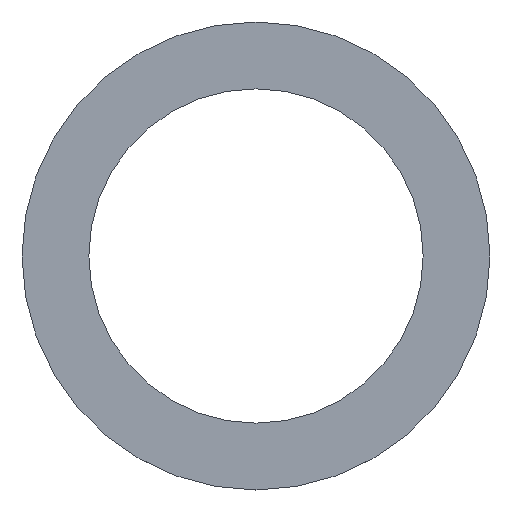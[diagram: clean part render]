
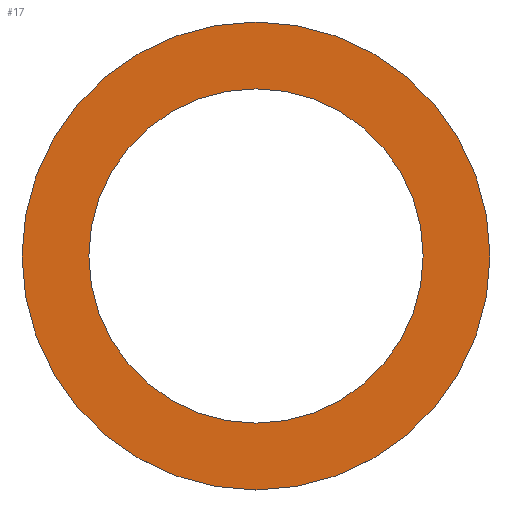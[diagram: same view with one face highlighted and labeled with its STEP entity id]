
A CAD part, top view. The second image highlights one B-rep face of the part: STEP entity #17.
In plain terms, the highlighted planar face has unit normal (0, 0, 1).
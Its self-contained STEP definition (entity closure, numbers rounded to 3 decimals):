
#3 = VERTEX_POINT ( 'NONE', #184 ) ;
#8 = FACE_OUTER_BOUND ( 'NONE', #171, .T. ) ;
#11 = CIRCLE ( 'NONE', #62, 10. ) ;
#17 = ADVANCED_FACE ( 'NONE', ( #8, #204 ), #84, .T. ) ;
#31 = AXIS2_PLACEMENT_3D ( 'NONE', #224, #53, #123 ) ;
#32 = CIRCLE ( 'NONE', #147, 10. ) ;
#40 = EDGE_CURVE ( 'NONE', #82, #3, #113, .T. ) ;
#42 = EDGE_LOOP ( 'NONE', ( #110, #120 ) ) ;
#53 = DIRECTION ( 'NONE',  ( 0., 0., 1. ) ) ;
#62 = AXIS2_PLACEMENT_3D ( 'NONE', #77, #209, #99 ) ;
#63 = CARTESIAN_POINT ( 'NONE',  ( 10., 0., 0.05 ) ) ;
#66 = DIRECTION ( 'NONE',  ( 0., 0., 1. ) ) ;
#69 = CARTESIAN_POINT ( 'NONE',  ( 0., 0., 0.05 ) ) ;
#72 = ORIENTED_EDGE ( 'NONE', *, *, #226, .T. ) ;
#77 = CARTESIAN_POINT ( 'NONE',  ( 0., 0., 0.05 ) ) ;
#82 = VERTEX_POINT ( 'NONE', #186 ) ;
#84 = PLANE ( 'NONE',  #85 ) ;
#85 = AXIS2_PLACEMENT_3D ( 'NONE', #231, #154, #230 ) ;
#99 = DIRECTION ( 'NONE',  ( 1., 0., 0. ) ) ;
#106 = VERTEX_POINT ( 'NONE', #63 ) ;
#110 = ORIENTED_EDGE ( 'NONE', *, *, #162, .F. ) ;
#111 = CIRCLE ( 'NONE', #31, 14. ) ;
#113 = CIRCLE ( 'NONE', #197, 14. ) ;
#120 = ORIENTED_EDGE ( 'NONE', *, *, #188, .F. ) ;
#123 = DIRECTION ( 'NONE',  ( 1., 0., 0. ) ) ;
#129 = ORIENTED_EDGE ( 'NONE', *, *, #40, .T. ) ;
#132 = CARTESIAN_POINT ( 'NONE',  ( 0., 0., 0.05 ) ) ;
#147 = AXIS2_PLACEMENT_3D ( 'NONE', #69, #237, #219 ) ;
#154 = DIRECTION ( 'NONE',  ( 0., 0., 1. ) ) ;
#162 = EDGE_CURVE ( 'NONE', #240, #106, #32, .T. ) ;
#166 = CARTESIAN_POINT ( 'NONE',  ( -10., 0., 0.05 ) ) ;
#171 = EDGE_LOOP ( 'NONE', ( #129, #72 ) ) ;
#184 = CARTESIAN_POINT ( 'NONE',  ( 14., 0., 0.05 ) ) ;
#186 = CARTESIAN_POINT ( 'NONE',  ( -14., 0., 0.05 ) ) ;
#188 = EDGE_CURVE ( 'NONE', #106, #240, #11, .T. ) ;
#197 = AXIS2_PLACEMENT_3D ( 'NONE', #132, #66, #217 ) ;
#204 = FACE_BOUND ( 'NONE', #42, .T. ) ;
#209 = DIRECTION ( 'NONE',  ( 0., 0., 1. ) ) ;
#217 = DIRECTION ( 'NONE',  ( 1., 0., 0. ) ) ;
#219 = DIRECTION ( 'NONE',  ( 1., 0., 0. ) ) ;
#224 = CARTESIAN_POINT ( 'NONE',  ( 0., 0., 0.05 ) ) ;
#226 = EDGE_CURVE ( 'NONE', #3, #82, #111, .T. ) ;
#230 = DIRECTION ( 'NONE',  ( 1., 0., 0. ) ) ;
#231 = CARTESIAN_POINT ( 'NONE',  ( 0., 0., 0.05 ) ) ;
#237 = DIRECTION ( 'NONE',  ( 0., 0., 1. ) ) ;
#240 = VERTEX_POINT ( 'NONE', #166 ) ;
